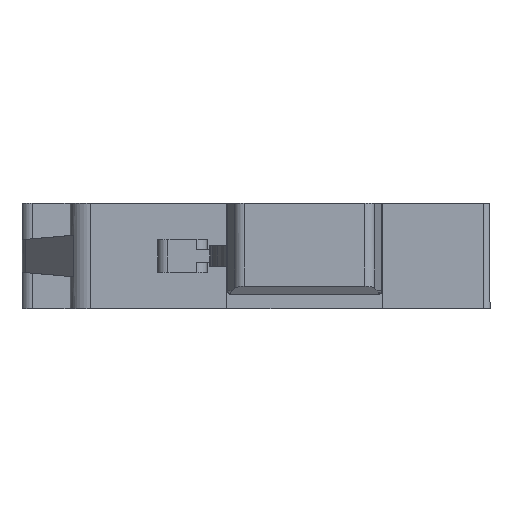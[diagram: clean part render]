
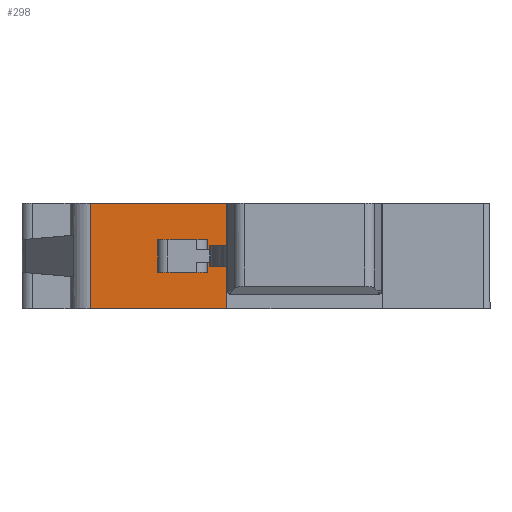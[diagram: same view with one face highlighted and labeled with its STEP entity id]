
A CAD part, front view. The second image highlights one B-rep face of the part: STEP entity #298.
In plain terms, the highlighted planar face has unit normal (0, -1, 0).
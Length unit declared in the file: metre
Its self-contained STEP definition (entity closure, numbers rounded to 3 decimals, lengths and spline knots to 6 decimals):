
#298 = ADVANCED_FACE( 'NONE', ( #748, #749 ), #750, .T. );
#748 = FACE_OUTER_BOUND( '', #1352, .T. );
#749 = FACE_BOUND( '', #1353, .T. );
#750 = PLANE( '', #1354 );
#1352 = EDGE_LOOP( '', ( #2245, #2246, #2247, #2248 ) );
#1353 = EDGE_LOOP( '', ( #2249, #2250, #2251, #2252 ) );
#1354 = AXIS2_PLACEMENT_3D( '', #2253, #2254, #2255 );
#2245 = ORIENTED_EDGE( '', *, *, #4006, .T. );
#2246 = ORIENTED_EDGE( '', *, *, #4007, .T. );
#2247 = ORIENTED_EDGE( '', *, *, #4008, .T. );
#2248 = ORIENTED_EDGE( '', *, *, #3807, .F. );
#2249 = ORIENTED_EDGE( '', *, *, #4009, .T. );
#2250 = ORIENTED_EDGE( '', *, *, #3787, .T. );
#2251 = ORIENTED_EDGE( '', *, *, #4010, .T. );
#2252 = ORIENTED_EDGE( '', *, *, #3753, .T. );
#2253 = CARTESIAN_POINT( '', ( -0.01805, 0.001, 0.001975 ) );
#2254 = DIRECTION( '', ( 0., -1., 0. ) );
#2255 = DIRECTION( '', ( -1., 0., 0. ) );
#3753 = EDGE_CURVE( 'NONE', #4519, #4516, #4520, .T. );
#3787 = EDGE_CURVE( 'NONE', #4575, #4579, #4581, .T. );
#3807 = EDGE_CURVE( 'NONE', #4616, #4618, #4619, .T. );
#4006 = EDGE_CURVE( 'NONE', #4616, #4961, #4962, .T. );
#4007 = EDGE_CURVE( 'NONE', #4961, #4963, #4964, .T. );
#4008 = EDGE_CURVE( 'NONE', #4963, #4618, #4965, .T. );
#4009 = EDGE_CURVE( 'NONE', #4516, #4575, #4966, .F. );
#4010 = EDGE_CURVE( 'NONE', #4579, #4519, #4967, .T. );
#4516 = VERTEX_POINT( 'NONE', #5650 );
#4519 = VERTEX_POINT( 'NONE', #5654 );
#4520 = LINE( '', #5655, #5656 );
#4575 = VERTEX_POINT( 'NONE', #5733 );
#4579 = VERTEX_POINT( 'NONE', #5739 );
#4581 = LINE( '', #5742, #5743 );
#4616 = VERTEX_POINT( 'NONE', #5789 );
#4618 = VERTEX_POINT( 'NONE', #5792 );
#4619 = LINE( '', #5793, #5794 );
#4961 = VERTEX_POINT( 'NONE', #6248 );
#4962 = LINE( '', #6249, #6250 );
#4963 = VERTEX_POINT( 'NONE', #6251 );
#4964 = LINE( '', #6252, #6253 );
#4965 = LINE( '', #6254, #6255 );
#4966 = LINE( '', #6256, #6257 );
#4967 = LINE( '', #6258, #6259 );
#5650 = CARTESIAN_POINT( '', ( -0.006673, 0.001, 0.0003 ) );
#5654 = CARTESIAN_POINT( '', ( -0.006673, 0.001, -0.0003 ) );
#5655 = CARTESIAN_POINT( '', ( -0.006673, 0.001, 0.001975 ) );
#5656 = VECTOR( '', #7172, 1. );
#5733 = CARTESIAN_POINT( '', ( -0.005266, 0.001, 0.0003 ) );
#5739 = CARTESIAN_POINT( '', ( -0.005266, 0.001, -0.0003 ) );
#5742 = CARTESIAN_POINT( '', ( -0.005266, 0.001, 0.001975 ) );
#5743 = VECTOR( '', #7204, 1. );
#5789 = CARTESIAN_POINT( '', ( -0.0038, 0.001, -0.002575 ) );
#5792 = CARTESIAN_POINT( '', ( -0.01045, 0.001, -0.002575 ) );
#5793 = CARTESIAN_POINT( '', ( 0.002812, 0.001, -0.002575 ) );
#5794 = VECTOR( '', #7229, 1. );
#6248 = CARTESIAN_POINT( '', ( -0.0038, 0.001, 0.002575 ) );
#6249 = CARTESIAN_POINT( '', ( -0.0038, 0.001, 0.001975 ) );
#6250 = VECTOR( '', #7513, 1. );
#6251 = CARTESIAN_POINT( '', ( -0.01045, 0.001, 0.002575 ) );
#6252 = CARTESIAN_POINT( '', ( -0.01805, 0.001, 0.002575 ) );
#6253 = VECTOR( '', #7514, 1. );
#6254 = CARTESIAN_POINT( '', ( -0.01045, 0.001, 0.001975 ) );
#6255 = VECTOR( '', #7515, 1. );
#6256 = CARTESIAN_POINT( '', ( -0.01805, 0.001, 0.0003 ) );
#6257 = VECTOR( '', #7516, 1. );
#6258 = CARTESIAN_POINT( '', ( -0.01805, 0.001, -0.0003 ) );
#6259 = VECTOR( '', #7517, 1. );
#7172 = DIRECTION( '', ( 0., 0., 1. ) );
#7204 = DIRECTION( '', ( 0., 0., -1. ) );
#7229 = DIRECTION( '', ( -1., 0., 0. ) );
#7513 = DIRECTION( '', ( 0., 0., 1. ) );
#7514 = DIRECTION( '', ( -1., 0., 0. ) );
#7515 = DIRECTION( '', ( 0., 0., -1. ) );
#7516 = DIRECTION( '', ( -1., 0., 0. ) );
#7517 = DIRECTION( '', ( -1., 0., 0. ) );
